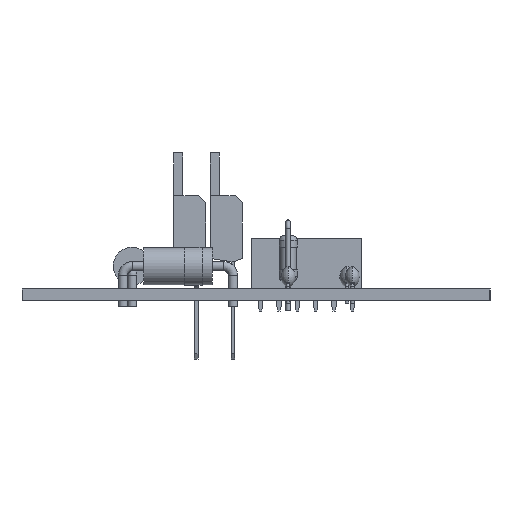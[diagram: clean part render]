
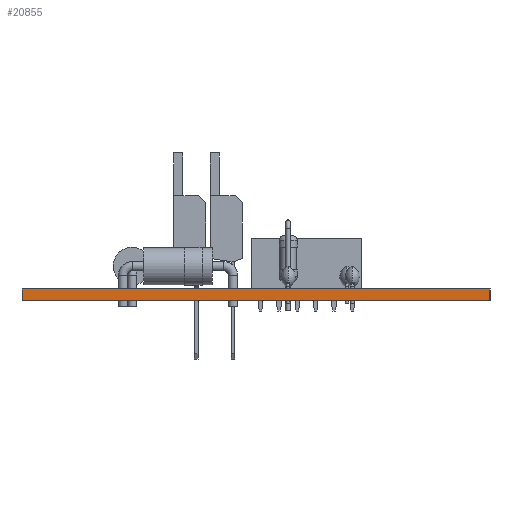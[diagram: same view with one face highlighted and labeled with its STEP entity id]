
A CAD part, left-side view. The second image highlights one B-rep face of the part: STEP entity #20855.
In plain terms, the highlighted planar face has unit normal (-1, 0, 0).
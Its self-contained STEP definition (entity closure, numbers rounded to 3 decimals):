
#20674 = PLANE('',#20675);
#20675 = AXIS2_PLACEMENT_3D('',#20676,#20677,#20678);
#20676 = CARTESIAN_POINT('',(198.12,-118.11,0.));
#20677 = DIRECTION('',(0.,-1.,0.));
#20678 = DIRECTION('',(-1.,0.,0.));
#20699 = VERTEX_POINT('',#20700);
#20700 = CARTESIAN_POINT('',(95.25,-118.11,1.6));
#20714 = PLANE('',#20715);
#20715 = AXIS2_PLACEMENT_3D('',#20716,#20717,#20718);
#20716 = CARTESIAN_POINT('',(146.685,-85.725,1.6));
#20717 = DIRECTION('',(0.,0.,-1.));
#20718 = DIRECTION('',(-1.,0.,0.));
#20726 = EDGE_CURVE('',#20727,#20699,#20729,.T.);
#20727 = VERTEX_POINT('',#20728);
#20728 = CARTESIAN_POINT('',(95.25,-118.11,0.));
#20729 = SURFACE_CURVE('',#20730,(#20734,#20741),.PCURVE_S1.);
#20730 = LINE('',#20731,#20732);
#20731 = CARTESIAN_POINT('',(95.25,-118.11,0.));
#20732 = VECTOR('',#20733,1.);
#20733 = DIRECTION('',(0.,0.,1.));
#20734 = PCURVE('',#20674,#20735);
#20735 = DEFINITIONAL_REPRESENTATION('',(#20736),#20740);
#20736 = LINE('',#20737,#20738);
#20737 = CARTESIAN_POINT('',(102.87,0.));
#20738 = VECTOR('',#20739,1.);
#20739 = DIRECTION('',(0.,-1.));
#20740 = ( GEOMETRIC_REPRESENTATION_CONTEXT(2) 
PARAMETRIC_REPRESENTATION_CONTEXT() REPRESENTATION_CONTEXT('2D SPACE',''
  ) );
#20741 = PCURVE('',#20742,#20747);
#20742 = PLANE('',#20743);
#20743 = AXIS2_PLACEMENT_3D('',#20744,#20745,#20746);
#20744 = CARTESIAN_POINT('',(95.25,-118.11,0.));
#20745 = DIRECTION('',(-1.,0.,0.));
#20746 = DIRECTION('',(0.,1.,0.));
#20747 = DEFINITIONAL_REPRESENTATION('',(#20748),#20752);
#20748 = LINE('',#20749,#20750);
#20749 = CARTESIAN_POINT('',(0.,0.));
#20750 = VECTOR('',#20751,1.);
#20751 = DIRECTION('',(0.,-1.));
#20752 = ( GEOMETRIC_REPRESENTATION_CONTEXT(2) 
PARAMETRIC_REPRESENTATION_CONTEXT() REPRESENTATION_CONTEXT('2D SPACE',''
  ) );
#20768 = PLANE('',#20769);
#20769 = AXIS2_PLACEMENT_3D('',#20770,#20771,#20772);
#20770 = CARTESIAN_POINT('',(146.685,-85.725,0.));
#20771 = DIRECTION('',(0.,0.,-1.));
#20772 = DIRECTION('',(-1.,0.,0.));
#20801 = PLANE('',#20802);
#20802 = AXIS2_PLACEMENT_3D('',#20803,#20804,#20805);
#20803 = CARTESIAN_POINT('',(95.25,-53.34,0.));
#20804 = DIRECTION('',(0.,1.,0.));
#20805 = DIRECTION('',(1.,0.,0.));
#20855 = ADVANCED_FACE('',(#20856),#20742,.T.);
#20856 = FACE_BOUND('',#20857,.T.);
#20857 = EDGE_LOOP('',(#20858,#20859,#20882,#20905));
#20858 = ORIENTED_EDGE('',*,*,#20726,.T.);
#20859 = ORIENTED_EDGE('',*,*,#20860,.T.);
#20860 = EDGE_CURVE('',#20699,#20861,#20863,.T.);
#20861 = VERTEX_POINT('',#20862);
#20862 = CARTESIAN_POINT('',(95.25,-53.34,1.6));
#20863 = SURFACE_CURVE('',#20864,(#20868,#20875),.PCURVE_S1.);
#20864 = LINE('',#20865,#20866);
#20865 = CARTESIAN_POINT('',(95.25,-118.11,1.6));
#20866 = VECTOR('',#20867,1.);
#20867 = DIRECTION('',(0.,1.,0.));
#20868 = PCURVE('',#20742,#20869);
#20869 = DEFINITIONAL_REPRESENTATION('',(#20870),#20874);
#20870 = LINE('',#20871,#20872);
#20871 = CARTESIAN_POINT('',(0.,-1.6));
#20872 = VECTOR('',#20873,1.);
#20873 = DIRECTION('',(1.,0.));
#20874 = ( GEOMETRIC_REPRESENTATION_CONTEXT(2) 
PARAMETRIC_REPRESENTATION_CONTEXT() REPRESENTATION_CONTEXT('2D SPACE',''
  ) );
#20875 = PCURVE('',#20714,#20876);
#20876 = DEFINITIONAL_REPRESENTATION('',(#20877),#20881);
#20877 = LINE('',#20878,#20879);
#20878 = CARTESIAN_POINT('',(51.435,-32.385));
#20879 = VECTOR('',#20880,1.);
#20880 = DIRECTION('',(0.,1.));
#20881 = ( GEOMETRIC_REPRESENTATION_CONTEXT(2) 
PARAMETRIC_REPRESENTATION_CONTEXT() REPRESENTATION_CONTEXT('2D SPACE',''
  ) );
#20882 = ORIENTED_EDGE('',*,*,#20883,.F.);
#20883 = EDGE_CURVE('',#20884,#20861,#20886,.T.);
#20884 = VERTEX_POINT('',#20885);
#20885 = CARTESIAN_POINT('',(95.25,-53.34,0.));
#20886 = SURFACE_CURVE('',#20887,(#20891,#20898),.PCURVE_S1.);
#20887 = LINE('',#20888,#20889);
#20888 = CARTESIAN_POINT('',(95.25,-53.34,0.));
#20889 = VECTOR('',#20890,1.);
#20890 = DIRECTION('',(0.,0.,1.));
#20891 = PCURVE('',#20742,#20892);
#20892 = DEFINITIONAL_REPRESENTATION('',(#20893),#20897);
#20893 = LINE('',#20894,#20895);
#20894 = CARTESIAN_POINT('',(64.77,0.));
#20895 = VECTOR('',#20896,1.);
#20896 = DIRECTION('',(0.,-1.));
#20897 = ( GEOMETRIC_REPRESENTATION_CONTEXT(2) 
PARAMETRIC_REPRESENTATION_CONTEXT() REPRESENTATION_CONTEXT('2D SPACE',''
  ) );
#20898 = PCURVE('',#20801,#20899);
#20899 = DEFINITIONAL_REPRESENTATION('',(#20900),#20904);
#20900 = LINE('',#20901,#20902);
#20901 = CARTESIAN_POINT('',(0.,0.));
#20902 = VECTOR('',#20903,1.);
#20903 = DIRECTION('',(0.,-1.));
#20904 = ( GEOMETRIC_REPRESENTATION_CONTEXT(2) 
PARAMETRIC_REPRESENTATION_CONTEXT() REPRESENTATION_CONTEXT('2D SPACE',''
  ) );
#20905 = ORIENTED_EDGE('',*,*,#20906,.F.);
#20906 = EDGE_CURVE('',#20727,#20884,#20907,.T.);
#20907 = SURFACE_CURVE('',#20908,(#20912,#20919),.PCURVE_S1.);
#20908 = LINE('',#20909,#20910);
#20909 = CARTESIAN_POINT('',(95.25,-118.11,0.));
#20910 = VECTOR('',#20911,1.);
#20911 = DIRECTION('',(0.,1.,0.));
#20912 = PCURVE('',#20742,#20913);
#20913 = DEFINITIONAL_REPRESENTATION('',(#20914),#20918);
#20914 = LINE('',#20915,#20916);
#20915 = CARTESIAN_POINT('',(0.,0.));
#20916 = VECTOR('',#20917,1.);
#20917 = DIRECTION('',(1.,0.));
#20918 = ( GEOMETRIC_REPRESENTATION_CONTEXT(2) 
PARAMETRIC_REPRESENTATION_CONTEXT() REPRESENTATION_CONTEXT('2D SPACE',''
  ) );
#20919 = PCURVE('',#20768,#20920);
#20920 = DEFINITIONAL_REPRESENTATION('',(#20921),#20925);
#20921 = LINE('',#20922,#20923);
#20922 = CARTESIAN_POINT('',(51.435,-32.385));
#20923 = VECTOR('',#20924,1.);
#20924 = DIRECTION('',(0.,1.));
#20925 = ( GEOMETRIC_REPRESENTATION_CONTEXT(2) 
PARAMETRIC_REPRESENTATION_CONTEXT() REPRESENTATION_CONTEXT('2D SPACE',''
  ) );
